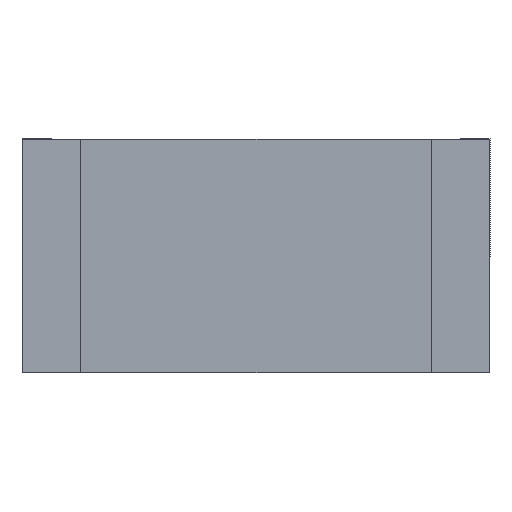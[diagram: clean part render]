
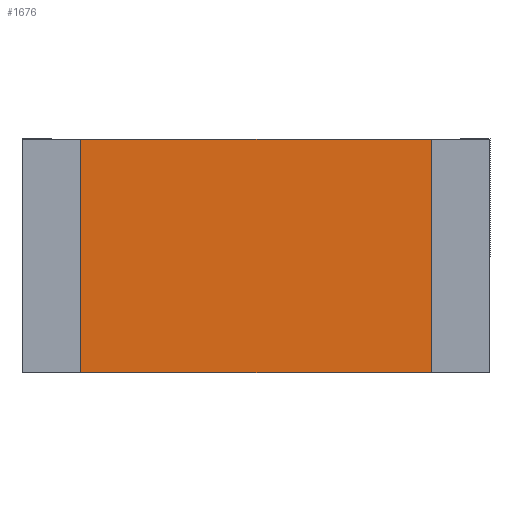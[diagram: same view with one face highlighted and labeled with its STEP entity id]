
A CAD part, front view. The second image highlights one B-rep face of the part: STEP entity #1676.
In plain terms, the highlighted free-form (B-spline) face has degree [1, 1] with [2, 2] control points.
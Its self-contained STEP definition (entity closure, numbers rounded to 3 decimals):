
#1620=CARTESIAN_POINT('V79',(25.4,0.0,
   101.6));
#1621=VERTEX_POINT('V79',#1620);
#1634=CARTESIAN_POINT('V80',(177.8,0.0,
   101.6));
#1635=VERTEX_POINT('V80',#1634);
#1641=CARTESIAN_POINT('E165',(25.4,0.0,
   101.6));
#1642=CARTESIAN_POINT('E165',(177.8,0.0,
   101.6));
#1643=B_SPLINE_CURVE_WITH_KNOTS('E165',1,(#1641,#1642),
   .POLYLINE_FORM.,.F.,.U.,(2,2),(0.125,
   0.875),.UNSPECIFIED.);
#1644=EDGE_CURVE('E165',#1621,#1635,#1643,.T.);
#1649=CARTESIAN_POINT('F101',(0.0,0.0,0.0));
#1650=CARTESIAN_POINT('F101',(203.2,0.0,0.0));
#1651=CARTESIAN_POINT('F101',(0.0,0.0,101.6));
#1652=CARTESIAN_POINT('F101',(203.2,0.0,
   101.6));
#1653=B_SPLINE_SURFACE_WITH_KNOTS('F101',1,1,((#1649,#1651),(
   #1650,#1652)),.PLANE_SURF.,.F.,.F.,.U.,(2,2),(2,2),(0.0,2.0),(
   0.0,1.0),.UNSPECIFIED.);
#1654=CARTESIAN_POINT('V75',(25.4,0.0,0.0));
#1655=VERTEX_POINT('V75',#1654);
#1656=CARTESIAN_POINT('E172',(25.4,0.0,
   101.6));
#1657=CARTESIAN_POINT('E172',(25.4,0.0,0.0));
#1658=QUASI_UNIFORM_CURVE('E172',1,(#1656,#1657),.POLYLINE_FORM.,.F.,
   .U.);
#1659=EDGE_CURVE('E172',#1621,#1655,#1658,.T.);
#1660=ORIENTED_EDGE('E172',*,*,#1659,.F.);
#1661=ORIENTED_EDGE('F94',*,*,#1644,.T.);
#1662=CARTESIAN_POINT('V76',(177.8,0.0,0.0));
#1663=VERTEX_POINT('V76',#1662);
#1664=CARTESIAN_POINT('E171',(177.8,0.0,
   101.6));
#1665=CARTESIAN_POINT('E171',(177.8,0.0,0.0));
#1666=QUASI_UNIFORM_CURVE('E171',1,(#1664,#1665),.POLYLINE_FORM.,.F.,
   .U.);
#1667=EDGE_CURVE('E171',#1635,#1663,#1666,.T.);
#1668=ORIENTED_EDGE('E171',*,*,#1667,.T.);
#1669=CARTESIAN_POINT('E142',(177.8,0.0,0.0));
#1670=CARTESIAN_POINT('E142',(25.4,0.0,0.0));
#1671=B_SPLINE_CURVE_WITH_KNOTS('E142',1,(#1669,#1670),
   .POLYLINE_FORM.,.F.,.U.,(2,2),(0.125,
   0.875),.UNSPECIFIED.);
#1672=EDGE_CURVE('E142',#1663,#1655,#1671,.T.);
#1673=ORIENTED_EDGE('E142',*,*,#1672,.T.);
#1674=EDGE_LOOP('F101',(#1660,#1661,#1668,#1673));
#1675=FACE_OUTER_BOUND('F101',#1674,.F.);
#1676=ADVANCED_FACE('F101',(#1675),#1653,.T.);
